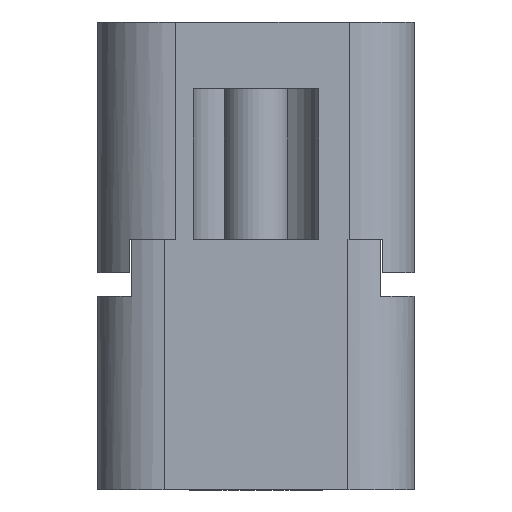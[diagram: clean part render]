
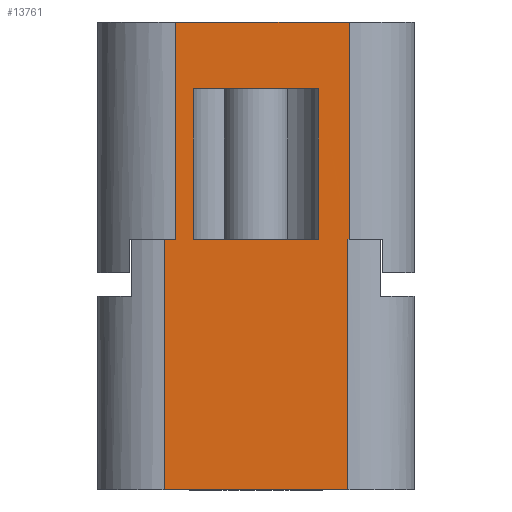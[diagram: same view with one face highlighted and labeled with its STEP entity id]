
A CAD part, left-side view. The second image highlights one B-rep face of the part: STEP entity #13761.
In plain terms, the highlighted planar face has unit normal (-1, 0, 0).
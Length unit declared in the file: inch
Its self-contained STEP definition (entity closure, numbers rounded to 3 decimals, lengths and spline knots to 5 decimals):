
#28 = CARTESIAN_POINT ( 'NONE',  ( -1.0375, -0.1375, 0.375 ) ) ;
#29 = CARTESIAN_POINT ( 'NONE',  ( -1.03749, -0.13943, 0.375 ) ) ;
#42 = DIRECTION ( 'NONE',  ( 0., 1., 0. ) ) ;
#43 = VECTOR ( 'NONE', #42, 39.37008 ) ;
#44 = CARTESIAN_POINT ( 'NONE',  ( -1.0375, -0.00097, 0.375 ) ) ;
#45 = LINE ( 'NONE', #44, #43 ) ;
#10046 = VERTEX_POINT ( 'NONE', #23188 ) ;
#10048 = EDGE_CURVE ( 'NONE', #10062, #10046, #23183, .T. ) ;
#10062 = VERTEX_POINT ( 'NONE', #23243 ) ;
#10082 = VERTEX_POINT ( 'NONE', #23295 ) ;
#10084 = EDGE_CURVE ( 'NONE', #10085, #10082, #23289, .T. ) ;
#10085 = VERTEX_POINT ( 'NONE', #23283 ) ;
#10091 = EDGE_CURVE ( 'NONE', #10119, #10118, #23370, .T. ) ;
#10093 = EDGE_CURVE ( 'NONE', #10106, #10119, #23368, .T. ) ;
#10098 = VERTEX_POINT ( 'NONE', #23337 ) ;
#10100 = EDGE_CURVE ( 'NONE', #10101, #10098, #23335, .T. ) ;
#10101 = VERTEX_POINT ( 'NONE', #23327 ) ;
#10106 = VERTEX_POINT ( 'NONE', #23406 ) ;
#10118 = VERTEX_POINT ( 'NONE', #29 ) ;
#10119 = VERTEX_POINT ( 'NONE', #28 ) ;
#10157 = EDGE_CURVE ( 'NONE', #10082, #10101, #45, .T. ) ;
#13449 = EDGE_CURVE ( 'NONE', #13450, #10062, #21002, .T. ) ;
#13450 = VERTEX_POINT ( 'NONE', #20995 ) ;
#13548 = EDGE_CURVE ( 'NONE', #10098, #10085, #21318, .T. ) ;
#13639 = EDGE_CURVE ( 'NONE', #10046, #10106, #21582, .T. ) ;
#13680 = EDGE_LOOP ( 'NONE', ( #13681, #13685, #13749, #13750, #13751, #13752, #13753, #13754 ) ) ;
#13681 = ORIENTED_EDGE ( 'NONE', *, *, #13682, .F. ) ;
#13682 = EDGE_CURVE ( 'NONE', #13683, #13684, #21623, .T. ) ;
#13683 = VERTEX_POINT ( 'NONE', #21619 ) ;
#13684 = VERTEX_POINT ( 'NONE', #21618 ) ;
#13685 = ORIENTED_EDGE ( 'NONE', *, *, #13686, .F. ) ;
#13686 = EDGE_CURVE ( 'NONE', #13450, #13683, #21617, .T. ) ;
#13700 = EDGE_LOOP ( 'NONE', ( #13762, #13763, #13764, #13765 ) ) ;
#13749 = ORIENTED_EDGE ( 'NONE', *, *, #13449, .T. ) ;
#13750 = ORIENTED_EDGE ( 'NONE', *, *, #10048, .T. ) ;
#13751 = ORIENTED_EDGE ( 'NONE', *, *, #13639, .T. ) ;
#13752 = ORIENTED_EDGE ( 'NONE', *, *, #10093, .T. ) ;
#13753 = ORIENTED_EDGE ( 'NONE', *, *, #10091, .T. ) ;
#13754 = ORIENTED_EDGE ( 'NONE', *, *, #13755, .F. ) ;
#13755 = EDGE_CURVE ( 'NONE', #13684, #10118, #21708, .T. ) ;
#13761 = ADVANCED_FACE ( 'NONE', ( #21798, #21797 ), #21795, .T. ) ;
#13762 = ORIENTED_EDGE ( 'NONE', *, *, #10084, .T. ) ;
#13763 = ORIENTED_EDGE ( 'NONE', *, *, #10157, .T. ) ;
#13764 = ORIENTED_EDGE ( 'NONE', *, *, #10100, .T. ) ;
#13765 = ORIENTED_EDGE ( 'NONE', *, *, #13548, .T. ) ;
#20995 = CARTESIAN_POINT ( 'NONE',  ( -1.0375, 0.12013, 0.375 ) ) ;
#20997 = DIRECTION ( 'NONE',  ( 0., 1., 0. ) ) ;
#20999 = VECTOR ( 'NONE', #20997, 39.37008 ) ;
#21001 = CARTESIAN_POINT ( 'NONE',  ( -1.0375, -0.00097, 0.375 ) ) ;
#21002 = LINE ( 'NONE', #21001, #20999 ) ;
#21314 = DIRECTION ( 'NONE',  ( 0., -1., 0. ) ) ;
#21315 = VECTOR ( 'NONE', #21314, 39.37008 ) ;
#21317 = CARTESIAN_POINT ( 'NONE',  ( -1.0375, -0.00097, 0.6 ) ) ;
#21318 = LINE ( 'NONE', #21317, #21315 ) ;
#21579 = DIRECTION ( 'NONE',  ( 0., -1., 0. ) ) ;
#21580 = VECTOR ( 'NONE', #21579, 39.37008 ) ;
#21581 = CARTESIAN_POINT ( 'NONE',  ( -1.0375, -0.00097, 0. ) ) ;
#21582 = LINE ( 'NONE', #21581, #21580 ) ;
#21614 = DIRECTION ( 'NONE',  ( 0., 0., 1. ) ) ;
#21615 = VECTOR ( 'NONE', #21614, 39.37008 ) ;
#21616 = CARTESIAN_POINT ( 'NONE',  ( -1.0375, 0.12013, 0.5125 ) ) ;
#21617 = LINE ( 'NONE', #21616, #21615 ) ;
#21618 = CARTESIAN_POINT ( 'NONE',  ( -1.0375, -0.13943, 0.7 ) ) ;
#21619 = CARTESIAN_POINT ( 'NONE',  ( -1.0375, 0.12013, 0.7 ) ) ;
#21620 = DIRECTION ( 'NONE',  ( 0., -1., 0. ) ) ;
#21621 = VECTOR ( 'NONE', #21620, 39.37008 ) ;
#21622 = CARTESIAN_POINT ( 'NONE',  ( -1.0375, -0.2375, 0.7 ) ) ;
#21623 = LINE ( 'NONE', #21622, #21621 ) ;
#21703 = DIRECTION ( 'NONE',  ( 0., 0., -1. ) ) ;
#21704 = VECTOR ( 'NONE', #21703, 39.37008 ) ;
#21706 = CARTESIAN_POINT ( 'NONE',  ( -1.0375, -0.13943, 0.5125 ) ) ;
#21708 = LINE ( 'NONE', #21706, #21704 ) ;
#21789 = DIRECTION ( 'NONE',  ( 0., 1., 0. ) ) ;
#21790 = DIRECTION ( 'NONE',  ( -1., 0., 0. ) ) ;
#21791 = CARTESIAN_POINT ( 'NONE',  ( -1.0375, -0.13943, 0.7 ) ) ;
#21792 = AXIS2_PLACEMENT_3D ( 'NONE', #21791, #21790, #21789 ) ;
#21795 = PLANE ( 'NONE',  #21792 ) ;
#21797 = FACE_OUTER_BOUND ( 'NONE', #13680, .T. ) ;
#21798 = FACE_BOUND ( 'NONE', #13700, .T. ) ;
#23179 = DIRECTION ( 'NONE',  ( 0., 0., -1. ) ) ;
#23181 = VECTOR ( 'NONE', #23179, 39.37008 ) ;
#23182 = CARTESIAN_POINT ( 'NONE',  ( -1.0375, 0.1375, 0.7 ) ) ;
#23183 = LINE ( 'NONE', #23182, #23181 ) ;
#23188 = CARTESIAN_POINT ( 'NONE',  ( -1.0375, 0.1375, 0. ) ) ;
#23243 = CARTESIAN_POINT ( 'NONE',  ( -1.0375, 0.1375, 0.375 ) ) ;
#23283 = CARTESIAN_POINT ( 'NONE',  ( -1.0375, -0.094, 0.6 ) ) ;
#23285 = DIRECTION ( 'NONE',  ( 0., 0., -1. ) ) ;
#23286 = VECTOR ( 'NONE', #23285, 39.37008 ) ;
#23288 = CARTESIAN_POINT ( 'NONE',  ( -1.0375, -0.094, 0.7 ) ) ;
#23289 = LINE ( 'NONE', #23288, #23286 ) ;
#23295 = CARTESIAN_POINT ( 'NONE',  ( -1.0375, -0.094, 0.375 ) ) ;
#23327 = CARTESIAN_POINT ( 'NONE',  ( -1.0375, 0.094, 0.375 ) ) ;
#23330 = DIRECTION ( 'NONE',  ( 0., 0., 1. ) ) ;
#23332 = VECTOR ( 'NONE', #23330, 39.37008 ) ;
#23333 = CARTESIAN_POINT ( 'NONE',  ( -1.0375, 0.094, 0.7 ) ) ;
#23335 = LINE ( 'NONE', #23333, #23332 ) ;
#23337 = CARTESIAN_POINT ( 'NONE',  ( -1.0375, 0.094, 0.6 ) ) ;
#23354 = DIRECTION ( 'NONE',  ( 0., 0., 1. ) ) ;
#23355 = VECTOR ( 'NONE', #23354, 39.37008 ) ;
#23357 = CARTESIAN_POINT ( 'NONE',  ( -1.0375, -0.1375, 0.7 ) ) ;
#23359 = CARTESIAN_POINT ( 'NONE',  ( -1.03749, -0.13943, 0.375 ) ) ;
#23361 = CARTESIAN_POINT ( 'NONE',  ( -1.0375, -0.13879, 0.375 ) ) ;
#23364 = CARTESIAN_POINT ( 'NONE',  ( -1.0375, -0.13814, 0.375 ) ) ;
#23365 = CARTESIAN_POINT ( 'NONE',  ( -1.0375, -0.1375, 0.375 ) ) ;
#23368 = LINE ( 'NONE', #23357, #23355 ) ;
#23370 = B_SPLINE_CURVE_WITH_KNOTS ( 'NONE', 3,
 ( #23365, #23364, #23361, #23359 ),
 .UNSPECIFIED., .F., .F.,
 ( 4, 4 ),
 ( 0., 1. ),
 .UNSPECIFIED. ) ;
#23406 = CARTESIAN_POINT ( 'NONE',  ( -1.0375, -0.1375, 0. ) ) ;
